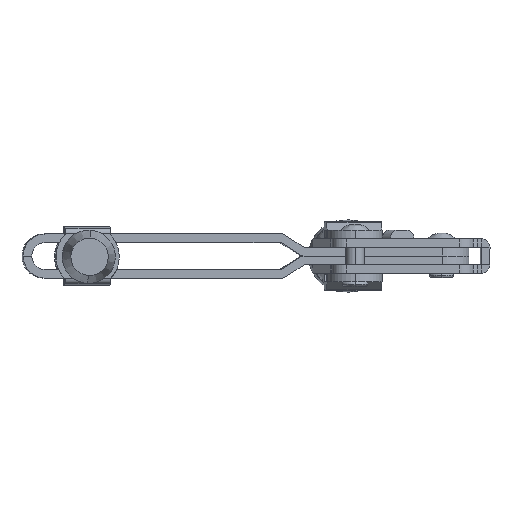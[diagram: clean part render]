
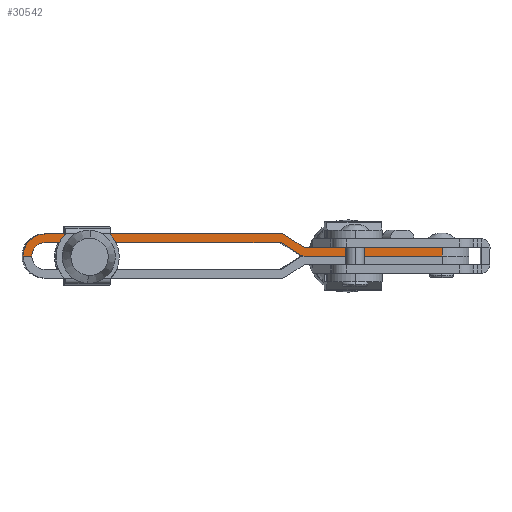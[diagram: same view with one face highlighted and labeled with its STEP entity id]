
A CAD part, front view. The second image highlights one B-rep face of the part: STEP entity #30542.
In plain terms, the highlighted face is planar.
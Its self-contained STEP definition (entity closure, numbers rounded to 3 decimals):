
#78 = CARTESIAN_POINT ( 'NONE',  ( -57.55, 0., 0. ) ) ;
#177 = CARTESIAN_POINT ( 'NONE',  ( -152.25, 2.999, 0. ) ) ;
#294 = CARTESIAN_POINT ( 'NONE',  ( -59.206, 2.5, 0. ) ) ;
#885 = EDGE_CURVE ( 'NONE', #32349, #27128, #6699, .T. ) ;
#947 = CIRCLE ( 'NONE', #33055, 7.7 ) ;
#997 = EDGE_CURVE ( 'NONE', #1092, #19128, #10429, .T. ) ;
#1048 = CIRCLE ( 'NONE', #2546, 2.999 ) ;
#1092 = VERTEX_POINT ( 'NONE', #9239 ) ;
#1384 = DIRECTION ( 'NONE',  ( 0., 0., 1. ) ) ;
#1765 = CARTESIAN_POINT ( 'NONE',  ( -65.549, -1.701, 0. ) ) ;
#2546 = AXIS2_PLACEMENT_3D ( 'NONE', #17294, #1384, #19972 ) ;
#2651 = VERTEX_POINT ( 'NONE', #13846 ) ;
#2739 = DIRECTION ( 'NONE',  ( 1., 0., 0. ) ) ;
#3019 = VERTEX_POINT ( 'NONE', #25938 ) ;
#3485 = EDGE_CURVE ( 'NONE', #12048, #4424, #15357, .T. ) ;
#3656 = ORIENTED_EDGE ( 'NONE', *, *, #3485, .F. ) ;
#3938 = ORIENTED_EDGE ( 'NONE', *, *, #997, .F. ) ;
#4020 = DIRECTION ( 'NONE',  ( -0.834, -0.552, 0. ) ) ;
#4295 = CARTESIAN_POINT ( 'NONE',  ( -147.55, 2.999, 0. ) ) ;
#4361 = ORIENTED_EDGE ( 'NONE', *, *, #9528, .F. ) ;
#4424 = VERTEX_POINT ( 'NONE', #177 ) ;
#4447 = DIRECTION ( 'NONE',  ( 1., 0., 0. ) ) ;
#4570 = ORIENTED_EDGE ( 'NONE', *, *, #6917, .F. ) ;
#5458 = CARTESIAN_POINT ( 'NONE',  ( 0., 0., 0. ) ) ;
#5503 = DIRECTION ( 'NONE',  ( 0., -1., 0. ) ) ;
#5558 = CARTESIAN_POINT ( 'NONE',  ( 0., 2.999, 0. ) ) ;
#5604 = ORIENTED_EDGE ( 'NONE', *, *, #25314, .F. ) ;
#5882 = VECTOR ( 'NONE', #16122, 1000. ) ;
#6098 = CIRCLE ( 'NONE', #16740, 3. ) ;
#6699 = LINE ( 'NONE', #5558, #5882 ) ;
#6773 = ORIENTED_EDGE ( 'NONE', *, *, #10994, .T. ) ;
#6917 = EDGE_CURVE ( 'NONE', #14387, #12048, #28130, .T. ) ;
#6946 = DIRECTION ( 'NONE',  ( 1., 0., 0. ) ) ;
#7825 = DIRECTION ( 'NONE',  ( 0., 0., -1. ) ) ;
#8137 = DIRECTION ( 'NONE',  ( 1., 0., 0. ) ) ;
#8889 = EDGE_CURVE ( 'NONE', #11420, #14387, #21133, .T. ) ;
#8916 = DIRECTION ( 'NONE',  ( 1., 0., 0. ) ) ;
#9239 = CARTESIAN_POINT ( 'NONE',  ( -147.55, -4.701, 0. ) ) ;
#9528 = EDGE_CURVE ( 'NONE', #19128, #3019, #6098, .T. ) ;
#10429 = LINE ( 'NONE', #22175, #15833 ) ;
#10453 = CARTESIAN_POINT ( 'NONE',  ( -152.25, 2.999, 0. ) ) ;
#10798 = CARTESIAN_POINT ( 'NONE',  ( -65.549, -4.701, 0. ) ) ;
#10994 = EDGE_CURVE ( 'NONE', #32349, #30832, #16889, .T. ) ;
#11063 = ORIENTED_EDGE ( 'NONE', *, *, #31710, .F. ) ;
#11420 = VERTEX_POINT ( 'NONE', #294 ) ;
#11512 = ORIENTED_EDGE ( 'NONE', *, *, #23960, .F. ) ;
#11650 = VERTEX_POINT ( 'NONE', #14923 ) ;
#11748 = ORIENTED_EDGE ( 'NONE', *, *, #885, .F. ) ;
#12048 = VERTEX_POINT ( 'NONE', #14346 ) ;
#12316 = VECTOR ( 'NONE', #4020, 1000. ) ;
#12576 = LINE ( 'NONE', #5458, #25944 ) ;
#12740 = CARTESIAN_POINT ( 'NONE',  ( -9.5, 0., 0. ) ) ;
#13345 = ORIENTED_EDGE ( 'NONE', *, *, #22997, .F. ) ;
#13836 = EDGE_CURVE ( 'NONE', #4424, #11650, #14660, .T. ) ;
#13846 = CARTESIAN_POINT ( 'NONE',  ( -57.55, 0., 0. ) ) ;
#13990 = VECTOR ( 'NONE', #15759, 1000. ) ;
#14206 = AXIS2_PLACEMENT_3D ( 'NONE', #78, #18657, #2739 ) ;
#14346 = CARTESIAN_POINT ( 'NONE',  ( -147.55, -1.701, 0. ) ) ;
#14387 = VERTEX_POINT ( 'NONE', #21348 ) ;
#14660 = LINE ( 'NONE', #10453, #20098 ) ;
#14923 = CARTESIAN_POINT ( 'NONE',  ( -155.25, 2.999, 0. ) ) ;
#15357 = CIRCLE ( 'NONE', #22015, 4.7 ) ;
#15458 = DIRECTION ( 'NONE',  ( 0.834, 0.552, 0. ) ) ;
#15759 = DIRECTION ( 'NONE',  ( -1., 0., 0. ) ) ;
#15833 = VECTOR ( 'NONE', #8916, 1000. ) ;
#16122 = DIRECTION ( 'NONE',  ( -1., 0., 0. ) ) ;
#16176 = CARTESIAN_POINT ( 'NONE',  ( -9.5, 0., 0. ) ) ;
#16740 = AXIS2_PLACEMENT_3D ( 'NONE', #1765, #20362, #4447 ) ;
#16889 = LINE ( 'NONE', #16176, #24020 ) ;
#16905 = FACE_OUTER_BOUND ( 'NONE', #22396, .T. ) ;
#17294 = CARTESIAN_POINT ( 'NONE',  ( -57.55, 0., 0. ) ) ;
#18124 = VECTOR ( 'NONE', #15458, 1000. ) ;
#18657 = DIRECTION ( 'NONE',  ( 0., 0., 1. ) ) ;
#19128 = VERTEX_POINT ( 'NONE', #10798 ) ;
#19972 = DIRECTION ( 'NONE',  ( 1., 0., 0. ) ) ;
#20098 = VECTOR ( 'NONE', #31871, 1000. ) ;
#20362 = DIRECTION ( 'NONE',  ( 0., 0., 1. ) ) ;
#21133 = LINE ( 'NONE', #33156, #12316 ) ;
#21348 = CARTESIAN_POINT ( 'NONE',  ( -65.549, -1.701, 0. ) ) ;
#22015 = AXIS2_PLACEMENT_3D ( 'NONE', #23773, #7825, #26443 ) ;
#22175 = CARTESIAN_POINT ( 'NONE',  ( -65.549, -4.701, 0. ) ) ;
#22396 = EDGE_LOOP ( 'NONE', ( #11748, #6773, #11512, #11063, #4361, #3938, #5604, #30256, #3656, #4570, #33964, #13345 ) ) ;
#22897 = DIRECTION ( 'NONE',  ( 0., 0., 1. ) ) ;
#22997 = EDGE_CURVE ( 'NONE', #27128, #11420, #1048, .T. ) ;
#23484 = CARTESIAN_POINT ( 'NONE',  ( -57.55, 2.999, 0. ) ) ;
#23773 = CARTESIAN_POINT ( 'NONE',  ( -147.55, 2.999, 0. ) ) ;
#23960 = EDGE_CURVE ( 'NONE', #2651, #30832, #12576, .T. ) ;
#24020 = VECTOR ( 'NONE', #5503, 1000. ) ;
#25314 = EDGE_CURVE ( 'NONE', #11650, #1092, #947, .T. ) ;
#25938 = CARTESIAN_POINT ( 'NONE',  ( -63.892, -4.202, 0. ) ) ;
#25944 = VECTOR ( 'NONE', #8137, 1000. ) ;
#26040 = LINE ( 'NONE', #28735, #18124 ) ;
#26443 = DIRECTION ( 'NONE',  ( 1., 0., 0. ) ) ;
#27128 = VERTEX_POINT ( 'NONE', #23484 ) ;
#28130 = LINE ( 'NONE', #31709, #13990 ) ;
#28735 = CARTESIAN_POINT ( 'NONE',  ( -57.55, 0., 0. ) ) ;
#29853 = CARTESIAN_POINT ( 'NONE',  ( -9.5, 2.999, 0. ) ) ;
#30256 = ORIENTED_EDGE ( 'NONE', *, *, #13836, .F. ) ;
#30542 = ADVANCED_FACE ( 'NONE', ( #16905 ), #34340, .F. ) ;
#30832 = VERTEX_POINT ( 'NONE', #12740 ) ;
#31709 = CARTESIAN_POINT ( 'NONE',  ( -65.549, -1.701, 0. ) ) ;
#31710 = EDGE_CURVE ( 'NONE', #3019, #2651, #26040, .T. ) ;
#31871 = DIRECTION ( 'NONE',  ( -1., 0., 0. ) ) ;
#32349 = VERTEX_POINT ( 'NONE', #29853 ) ;
#33055 = AXIS2_PLACEMENT_3D ( 'NONE', #4295, #22897, #6946 ) ;
#33156 = CARTESIAN_POINT ( 'NONE',  ( -65.549, -1.701, 0. ) ) ;
#33964 = ORIENTED_EDGE ( 'NONE', *, *, #8889, .F. ) ;
#34340 = PLANE ( 'NONE',  #14206 ) ;
